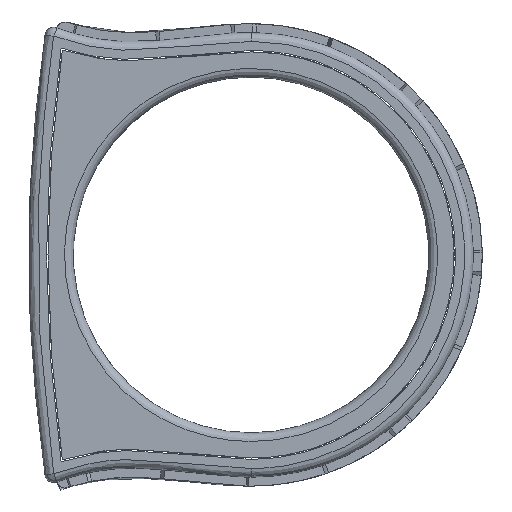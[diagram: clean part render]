
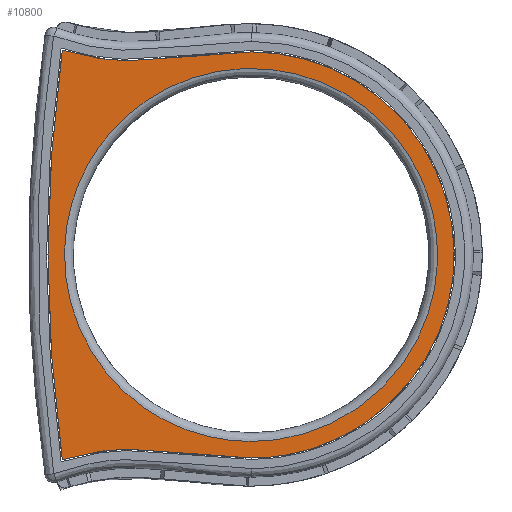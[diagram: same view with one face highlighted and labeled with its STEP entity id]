
A CAD part, left-side view. The second image highlights one B-rep face of the part: STEP entity #10800.
In plain terms, the highlighted free-form (B-spline) face has degree [1, 1] with [2, 2] control points.
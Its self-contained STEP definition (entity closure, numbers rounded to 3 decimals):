
#10109 = VERTEX_POINT('',#10110);
#10110 = CARTESIAN_POINT('',(0.,0.,-14.926));
#10115 = EDGE_CURVE('',#10116,#10109,#10118,.T.);
#10116 = VERTEX_POINT('',#10117);
#10117 = CARTESIAN_POINT('',(0.,13.875,-15.058));
#10118 = B_SPLINE_CURVE_WITH_KNOTS('',3,(#10119,#10120,#10121,#10122,
    #10123,#10124,#10125,#10126,#10127,#10128),.UNSPECIFIED.,.F.,.F.,(4,
    3,3,4),(0.115,0.473,0.895,1.),
  .UNSPECIFIED.);
#10119 = CARTESIAN_POINT('',(0.,13.875,-15.058));
#10120 = CARTESIAN_POINT('',(0.,12.074,-14.489));
#10121 = CARTESIAN_POINT('',(0.,10.191,-14.23));
#10122 = CARTESIAN_POINT('',(0.,8.287,-14.27));
#10123 = CARTESIAN_POINT('',(0.,6.046,-14.316));
#10124 = CARTESIAN_POINT('',(0.,3.85,-14.736));
#10125 = CARTESIAN_POINT('',(0.,1.653,-14.874));
#10126 = CARTESIAN_POINT('',(0.,1.107,-14.908));
#10127 = CARTESIAN_POINT('',(0.,0.557,-14.926));
#10128 = CARTESIAN_POINT('',(0.,0.,-14.926));
#10241 = EDGE_CURVE('',#10116,#10242,#10244,.T.);
#10242 = VERTEX_POINT('',#10243);
#10243 = CARTESIAN_POINT('',(0.,14.926,0.));
#10244 = B_SPLINE_CURVE_WITH_KNOTS('',3,(#10245,#10246,#10247,#10248),
  .UNSPECIFIED.,.F.,.F.,(4,4),(0.051,0.5),
  .PIECEWISE_BEZIER_KNOTS.);
#10245 = CARTESIAN_POINT('',(0.,13.875,-15.058));
#10246 = CARTESIAN_POINT('',(0.,14.543,-10.03));
#10247 = CARTESIAN_POINT('',(0.,14.926,-5.01));
#10248 = CARTESIAN_POINT('',(0.,14.926,0.));
#10399 = EDGE_CURVE('',#10400,#10242,#10402,.T.);
#10400 = VERTEX_POINT('',#10401);
#10401 = CARTESIAN_POINT('',(0.,13.875,15.058));
#10402 = B_SPLINE_CURVE_WITH_KNOTS('',3,(#10403,#10404,#10405,#10406),
  .UNSPECIFIED.,.F.,.F.,(4,4),(0.051,0.5),
  .PIECEWISE_BEZIER_KNOTS.);
#10403 = CARTESIAN_POINT('',(0.,13.875,15.058));
#10404 = CARTESIAN_POINT('',(0.,14.543,10.03));
#10405 = CARTESIAN_POINT('',(0.,14.926,5.01));
#10406 = CARTESIAN_POINT('',(0.,14.926,0.));
#10465 = EDGE_CURVE('',#10400,#10466,#10468,.T.);
#10466 = VERTEX_POINT('',#10467);
#10467 = CARTESIAN_POINT('',(0.,0.,14.926));
#10468 = B_SPLINE_CURVE_WITH_KNOTS('',3,(#10469,#10470,#10471,#10472,
    #10473,#10474,#10475,#10476,#10477,#10478),.UNSPECIFIED.,.F.,.F.,(4,
    3,3,4),(0.115,0.473,0.895,1.),
  .UNSPECIFIED.);
#10469 = CARTESIAN_POINT('',(0.,13.875,15.058));
#10470 = CARTESIAN_POINT('',(0.,12.074,14.489));
#10471 = CARTESIAN_POINT('',(0.,10.191,14.23));
#10472 = CARTESIAN_POINT('',(0.,8.287,14.27));
#10473 = CARTESIAN_POINT('',(0.,6.046,14.316));
#10474 = CARTESIAN_POINT('',(0.,3.85,14.736));
#10475 = CARTESIAN_POINT('',(0.,1.653,14.874));
#10476 = CARTESIAN_POINT('',(0.,1.107,14.908));
#10477 = CARTESIAN_POINT('',(0.,0.557,14.926));
#10478 = CARTESIAN_POINT('',(0.,0.,14.926));
#10661 = EDGE_CURVE('',#10466,#10109,#10662,.T.);
#10662 = ( BOUNDED_CURVE() B_SPLINE_CURVE(2,(#10663,#10664,#10665,#10666
,#10667),.UNSPECIFIED.,.F.,.F.) B_SPLINE_CURVE_WITH_KNOTS((3,2,3),(0.,
1.571,3.142),.PIECEWISE_BEZIER_KNOTS.) CURVE() 
GEOMETRIC_REPRESENTATION_ITEM() RATIONAL_B_SPLINE_CURVE((1.,
0.707,1.,0.707,1.)) REPRESENTATION_ITEM('') );
#10663 = CARTESIAN_POINT('',(0.,0.,14.926));
#10664 = CARTESIAN_POINT('',(0.,-14.926,14.926));
#10665 = CARTESIAN_POINT('',(0.,-14.926,0.));
#10666 = CARTESIAN_POINT('',(0.,-14.926,-14.926));
#10667 = CARTESIAN_POINT('',(0.,0.,-14.926));
#10697 = VERTEX_POINT('',#10698);
#10698 = CARTESIAN_POINT('',(0.,0.,-13.711));
#10704 = EDGE_CURVE('',#10697,#10697,#10705,.T.);
#10705 = ( BOUNDED_CURVE() B_SPLINE_CURVE(2,(#10706,#10707,#10708,#10709
    ,#10710,#10711,#10712),.UNSPECIFIED.,.T.,.F.) 
B_SPLINE_CURVE_WITH_KNOTS((1,2,2,2,2,1),(-2.094,0.,
    2.094,4.189,6.283,8.378),
.UNSPECIFIED.) CURVE() GEOMETRIC_REPRESENTATION_ITEM() 
RATIONAL_B_SPLINE_CURVE((1.,0.5,1.,0.5,1.,0.5,1.)) REPRESENTATION_ITEM(
  '') );
#10706 = CARTESIAN_POINT('',(0.,0.,-13.711));
#10707 = CARTESIAN_POINT('',(0.,-23.748,-13.711));
#10708 = CARTESIAN_POINT('',(0.,-11.874,6.855));
#10709 = CARTESIAN_POINT('',(0.,0.,27.422));
#10710 = CARTESIAN_POINT('',(0.,11.874,6.855));
#10711 = CARTESIAN_POINT('',(0.,23.748,-13.711));
#10712 = CARTESIAN_POINT('',(0.,0.,-13.711));
#10800 = ADVANCED_FACE('',(#10801,#10808),#10811,.F.);
#10801 = FACE_BOUND('',#10802,.T.);
#10802 = EDGE_LOOP('',(#10803,#10804,#10805,#10806,#10807));
#10803 = ORIENTED_EDGE('',*,*,#10465,.F.);
#10804 = ORIENTED_EDGE('',*,*,#10399,.T.);
#10805 = ORIENTED_EDGE('',*,*,#10241,.F.);
#10806 = ORIENTED_EDGE('',*,*,#10115,.T.);
#10807 = ORIENTED_EDGE('',*,*,#10661,.F.);
#10808 = FACE_BOUND('',#10809,.T.);
#10809 = EDGE_LOOP('',(#10810));
#10810 = ORIENTED_EDGE('',*,*,#10704,.F.);
#10811 = B_SPLINE_SURFACE_WITH_KNOTS('',1,1,(
    (#10812,#10813)
    ,(#10814,#10815
    )),.UNSPECIFIED.,.F.,.F.,.F.,(2,2),(2,2),(-11.52,
    11.52),(-11.42,11.42),.PIECEWISE_BEZIER_KNOTS.);
#10812 = CARTESIAN_POINT('',(0.,-14.926,15.058));
#10813 = CARTESIAN_POINT('',(0.,14.926,15.058));
#10814 = CARTESIAN_POINT('',(0.,-14.926,-15.058));
#10815 = CARTESIAN_POINT('',(0.,14.926,-15.058));
